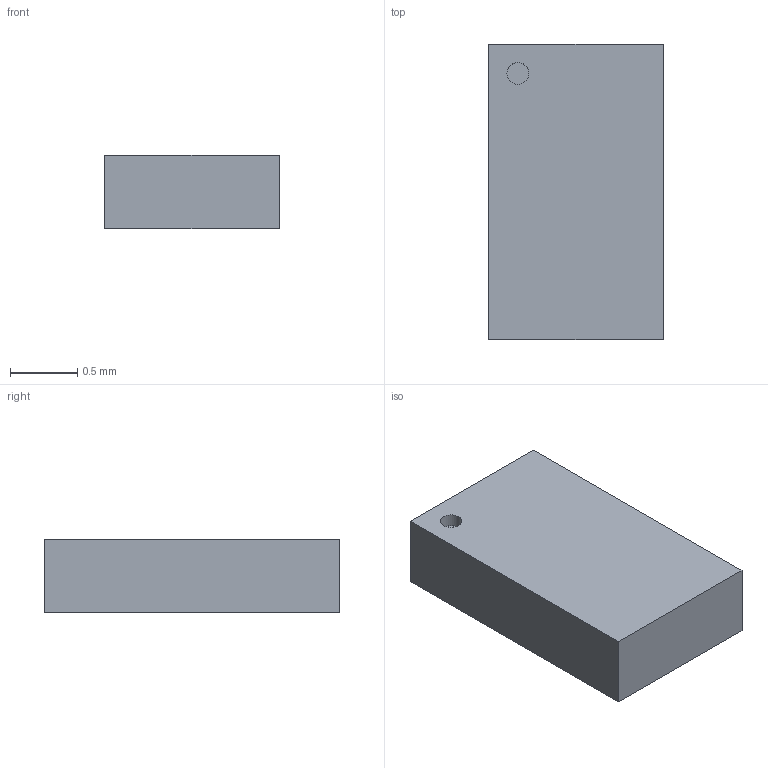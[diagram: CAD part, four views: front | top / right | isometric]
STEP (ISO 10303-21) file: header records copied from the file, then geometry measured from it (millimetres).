
FILE_DESCRIPTION(('Open CASCADE Model'),'2;1');
FILE_NAME('Open CASCADE Shape Model','2023-05-06T18:57:21',('Author'),( 'Open CASCADE'),'Open CASCADE STEP processor 7.5','Open CASCADE 7.5' ,'Unknown');
FILE_SCHEMA(('AUTOMOTIVE_DESIGN { 1 0 10303 214 1 1 1 1 }'));
Length unit declared in the file: millimetre
Products named in the file (4): SOT583-8.step; Open CASCADE STEP translator 7.5 17.1; Body; Open CASCADE STEP translator 7.5 17.2.1
Assembly tree (3 placements, depth 3):
  SOT583-8.step
    Open CASCADE STEP translator 7.5 17.1
    Body
      Open CASCADE STEP translator 7.5 17.2.1
Bounding box: 1.3 x 2.2 x 0.55 mm (x, y, z)
Volume: 1.6 mm3; surface area: 9.6 mm2
Topology: 1 solids, 2 shells, 9 faces, 16 edges, 11 vertices
Faces by surface type: plane 8, cylinder 1
Full cylindrical faces by diameter (mm): 0.163 x1
Entity records: 508 total; most frequent: DIRECTION 76, CARTESIAN_POINT 71, LINE 41, VECTOR 41, ORIENTED_EDGE 31, PCURVE 31, DEFINITIONAL_REPRESENTATION 31, AXIS2_PLACEMENT_3D 16
